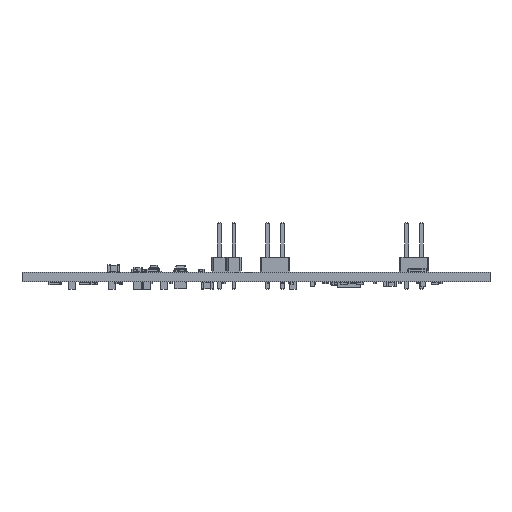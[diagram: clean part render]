
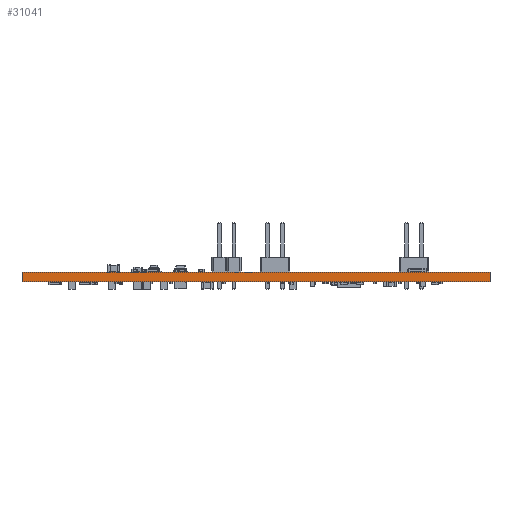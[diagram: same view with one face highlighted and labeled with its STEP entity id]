
A CAD part, front view. The second image highlights one B-rep face of the part: STEP entity #31041.
In plain terms, the highlighted planar face has unit normal (0, -1, 0).
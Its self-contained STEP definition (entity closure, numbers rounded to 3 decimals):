
#31041 = ADVANCED_FACE('',(#31042),#31076,.T.);
#31042 = FACE_BOUND('',#31043,.T.);
#31043 = EDGE_LOOP('',(#31044,#31054,#31062,#31070));
#31044 = ORIENTED_EDGE('',*,*,#31045,.T.);
#31045 = EDGE_CURVE('',#31046,#31048,#31050,.T.);
#31046 = VERTEX_POINT('',#31047);
#31047 = CARTESIAN_POINT('',(179.883,-133.121,0.));
#31048 = VERTEX_POINT('',#31049);
#31049 = CARTESIAN_POINT('',(179.883,-133.121,1.6));
#31050 = LINE('',#31051,#31052);
#31051 = CARTESIAN_POINT('',(179.883,-133.121,0.));
#31052 = VECTOR('',#31053,1.);
#31053 = DIRECTION('',(0.,0.,1.));
#31054 = ORIENTED_EDGE('',*,*,#31055,.T.);
#31055 = EDGE_CURVE('',#31048,#31056,#31058,.T.);
#31056 = VERTEX_POINT('',#31057);
#31057 = CARTESIAN_POINT('',(99.111,-133.121,1.6));
#31058 = LINE('',#31059,#31060);
#31059 = CARTESIAN_POINT('',(179.883,-133.121,1.6));
#31060 = VECTOR('',#31061,1.);
#31061 = DIRECTION('',(-1.,0.,0.));
#31062 = ORIENTED_EDGE('',*,*,#31063,.F.);
#31063 = EDGE_CURVE('',#31064,#31056,#31066,.T.);
#31064 = VERTEX_POINT('',#31065);
#31065 = CARTESIAN_POINT('',(99.111,-133.121,0.));
#31066 = LINE('',#31067,#31068);
#31067 = CARTESIAN_POINT('',(99.111,-133.121,0.));
#31068 = VECTOR('',#31069,1.);
#31069 = DIRECTION('',(0.,0.,1.));
#31070 = ORIENTED_EDGE('',*,*,#31071,.F.);
#31071 = EDGE_CURVE('',#31046,#31064,#31072,.T.);
#31072 = LINE('',#31073,#31074);
#31073 = CARTESIAN_POINT('',(179.883,-133.121,0.));
#31074 = VECTOR('',#31075,1.);
#31075 = DIRECTION('',(-1.,0.,0.));
#31076 = PLANE('',#31077);
#31077 = AXIS2_PLACEMENT_3D('',#31078,#31079,#31080);
#31078 = CARTESIAN_POINT('',(179.883,-133.121,0.));
#31079 = DIRECTION('',(0.,-1.,0.));
#31080 = DIRECTION('',(-1.,0.,0.));
